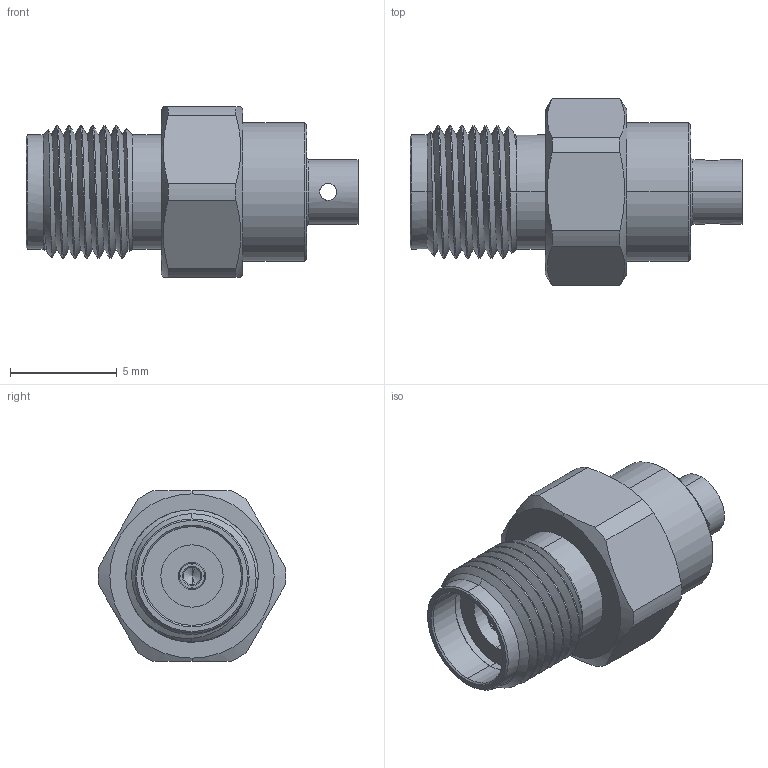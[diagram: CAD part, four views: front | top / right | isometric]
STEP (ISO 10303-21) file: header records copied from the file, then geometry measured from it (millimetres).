
FILE_DESCRIPTION (( 'STEP AP214' ), '1' );
FILE_NAME ('3190-6309.STEP', '2022-06-17T09:31:26', ( '001' ), ( '' ), 'SwSTEP 2.0', 'SolidWorks 2020', '' );
FILE_SCHEMA (( 'AUTOMOTIVE_DESIGN' ));
Length unit declared in the file: millimetre
Products named in the file (1): 3190-6309
Bounding box: 15.57 x 8.8 x 8 mm (x, y, z)
Volume: 415.6 mm3; surface area: 571.1 mm2
Topology: 1 solids, 1 shells, 112 faces, 275 edges, 170 vertices
Faces by surface type: cylinder 43, cone 41, plane 26, bspline 2
Entity records: 4297 total; most frequent: CARTESIAN_POINT 1786, ORIENTED_EDGE 546, DIRECTION 499, EDGE_CURVE 273, AXIS2_PLACEMENT_3D 210, VERTEX_POINT 170, EDGE_LOOP 123, FACE_OUTER_BOUND 112
